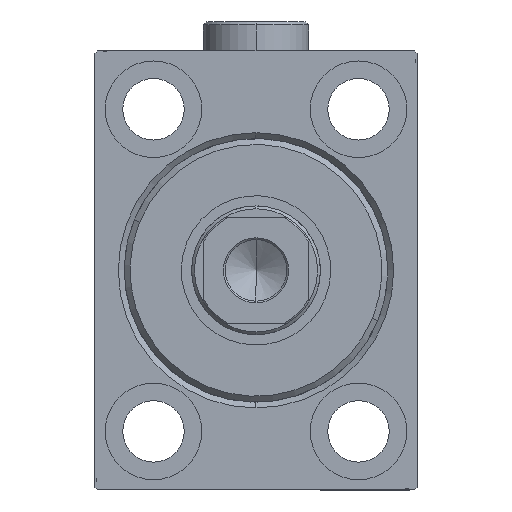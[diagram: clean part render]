
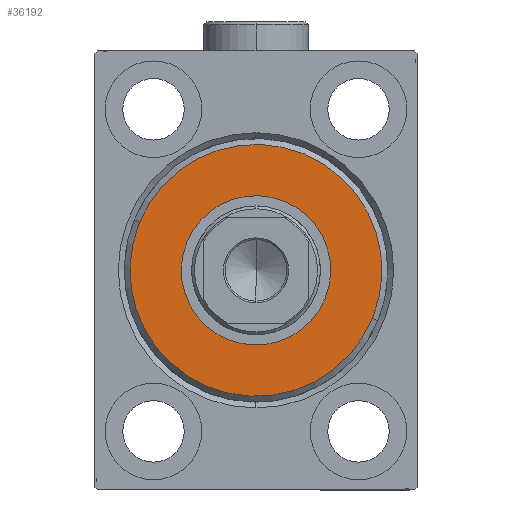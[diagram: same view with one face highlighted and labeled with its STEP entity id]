
A CAD part, left-side view. The second image highlights one B-rep face of the part: STEP entity #36192.
In plain terms, the highlighted face is planar.
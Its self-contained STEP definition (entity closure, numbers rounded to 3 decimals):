
#892 = ORIENTED_EDGE ( 'NONE', *, *, #43140, .T. ) ;
#6456 = CIRCLE ( 'NONE', #31986, 21.5 ) ;
#6789 = ORIENTED_EDGE ( 'NONE', *, *, #44942, .T. ) ;
#7788 = ORIENTED_EDGE ( 'NONE', *, *, #34881, .T. ) ;
#8303 = CARTESIAN_POINT ( 'NONE',  ( 3., 0., 0. ) ) ;
#9767 = EDGE_LOOP ( 'NONE', ( #29070, #7788 ) ) ;
#9867 = FACE_OUTER_BOUND ( 'NONE', #9767, .T. ) ;
#11524 = DIRECTION ( 'NONE',  ( 0., 0., -1. ) ) ;
#11753 = CARTESIAN_POINT ( 'NONE',  ( 3., 0., 0. ) ) ;
#16850 = CARTESIAN_POINT ( 'NONE',  ( 3., 0., -12.75 ) ) ;
#16912 = VERTEX_POINT ( 'NONE', #22514 ) ;
#18452 = CARTESIAN_POINT ( 'NONE',  ( 3., 0., 12.75 ) ) ;
#20372 = DIRECTION ( 'NONE',  ( 1., 0., 0. ) ) ;
#20471 = CARTESIAN_POINT ( 'NONE',  ( 3., 0., 0. ) ) ;
#21027 = PLANE ( 'NONE',  #40794 ) ;
#21130 = DIRECTION ( 'NONE',  ( -1., 0., 0. ) ) ;
#21495 = CIRCLE ( 'NONE', #43403, 21.5 ) ;
#21924 = VERTEX_POINT ( 'NONE', #40708 ) ;
#22242 = DIRECTION ( 'NONE',  ( 1., 0., 0. ) ) ;
#22358 = EDGE_LOOP ( 'NONE', ( #892, #6789 ) ) ;
#22514 = CARTESIAN_POINT ( 'NONE',  ( 3., 0., 21.5 ) ) ;
#24205 = VERTEX_POINT ( 'NONE', #16850 ) ;
#24346 = DIRECTION ( 'NONE',  ( -1., 0., 0. ) ) ;
#24469 = DIRECTION ( 'NONE',  ( 0., 0., -1. ) ) ;
#26690 = AXIS2_PLACEMENT_3D ( 'NONE', #20471, #24346, #27559 ) ;
#27559 = DIRECTION ( 'NONE',  ( 0., 0., -1. ) ) ;
#29070 = ORIENTED_EDGE ( 'NONE', *, *, #45166, .T. ) ;
#29968 = VERTEX_POINT ( 'NONE', #18452 ) ;
#30348 = CIRCLE ( 'NONE', #26690, 12.75 ) ;
#31647 = CARTESIAN_POINT ( 'NONE',  ( 3., 0., 0. ) ) ;
#31986 = AXIS2_PLACEMENT_3D ( 'NONE', #11753, #39432, #39657 ) ;
#34881 = EDGE_CURVE ( 'NONE', #21924, #16912, #6456, .T. ) ;
#34990 = CARTESIAN_POINT ( 'NONE',  ( 3., 0., 0. ) ) ;
#35747 = DIRECTION ( 'NONE',  ( 0., 0., -1. ) ) ;
#36192 = ADVANCED_FACE ( 'NONE', ( #9867, #40965 ), #21027, .T. ) ;
#36949 = CIRCLE ( 'NONE', #42750, 12.75 ) ;
#39432 = DIRECTION ( 'NONE',  ( 1., 0., 0. ) ) ;
#39657 = DIRECTION ( 'NONE',  ( 0., 0., -1. ) ) ;
#40708 = CARTESIAN_POINT ( 'NONE',  ( 3., 0., -21.5 ) ) ;
#40794 = AXIS2_PLACEMENT_3D ( 'NONE', #34990, #20372, #24469 ) ;
#40965 = FACE_BOUND ( 'NONE', #22358, .T. ) ;
#42750 = AXIS2_PLACEMENT_3D ( 'NONE', #31647, #21130, #11524 ) ;
#43140 = EDGE_CURVE ( 'NONE', #29968, #24205, #30348, .T. ) ;
#43403 = AXIS2_PLACEMENT_3D ( 'NONE', #8303, #22242, #35747 ) ;
#44942 = EDGE_CURVE ( 'NONE', #24205, #29968, #36949, .T. ) ;
#45166 = EDGE_CURVE ( 'NONE', #16912, #21924, #21495, .T. ) ;
